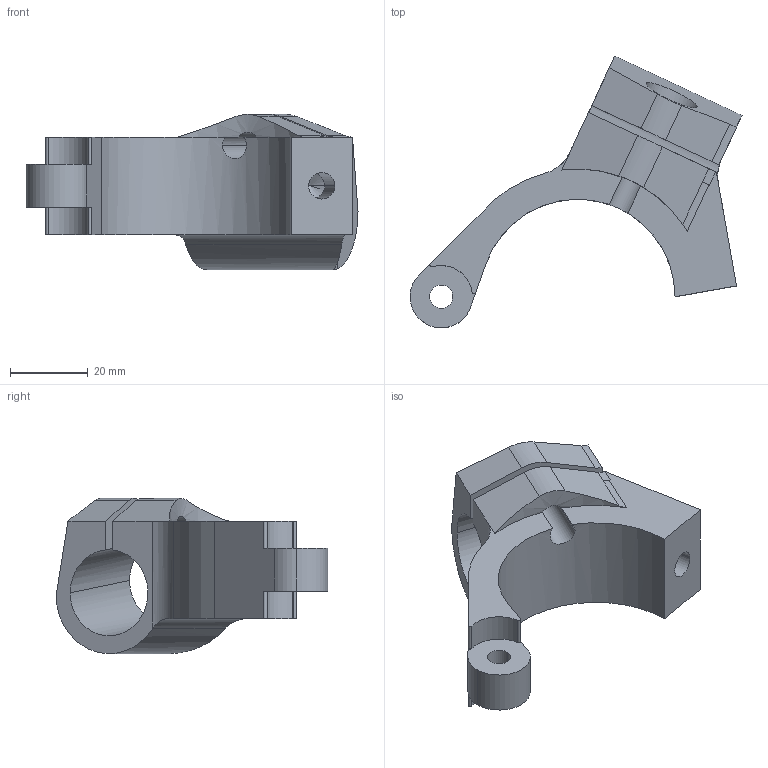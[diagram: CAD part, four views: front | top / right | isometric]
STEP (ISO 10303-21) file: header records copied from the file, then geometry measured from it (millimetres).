
FILE_DESCRIPTION (( 'STEP AP203' ), '1' );
FILE_NAME ('demi guidon gauche.STEP', '2019-08-12T14:17:40', ( 'Utilisateur' ), ( 'Néant' ), 'SwSTEP 2.0', 'SolidWorks 2018', '' );
FILE_SCHEMA (( 'CONFIG_CONTROL_DESIGN' ));
Length unit declared in the file: millimetre
Products named in the file (1): demi guidon gauche
Bounding box: 85.18 x 69.73 x 39.82 mm (x, y, z)
Volume: 41814.7 mm3; surface area: 15129.9 mm2
Topology: 1 solids, 1 shells, 58 faces, 166 edges, 108 vertices
Faces by surface type: cylinder 35, plane 21, cone 2
Entity records: 2084 total; most frequent: CARTESIAN_POINT 520, ORIENTED_EDGE 328, DIRECTION 300, EDGE_CURVE 164, VERTEX_POINT 108, AXIS2_PLACEMENT_3D 108, VECTOR 84, LINE 84
